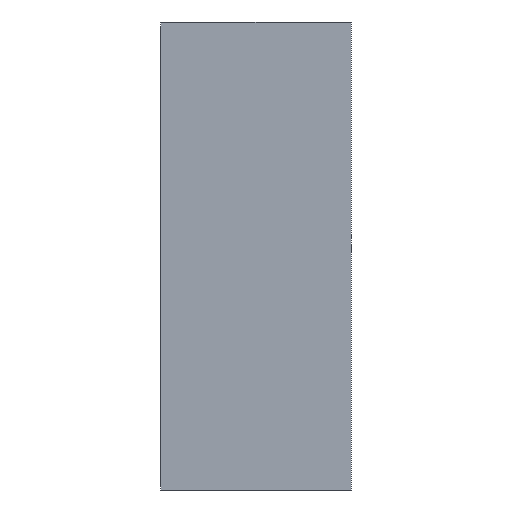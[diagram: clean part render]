
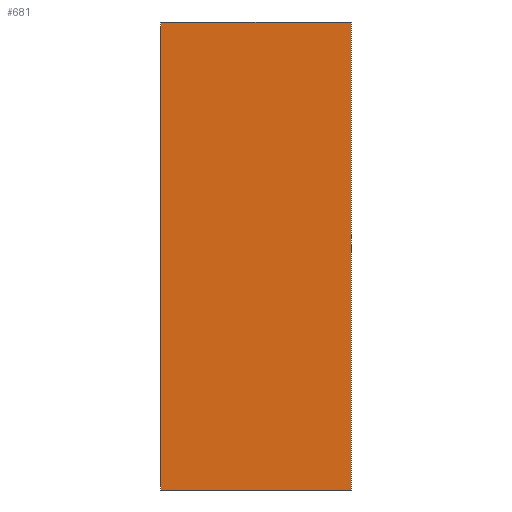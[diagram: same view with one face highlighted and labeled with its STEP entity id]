
A CAD part, left-side view. The second image highlights one B-rep face of the part: STEP entity #681.
In plain terms, the highlighted planar face has unit normal (-1, 0, 0).
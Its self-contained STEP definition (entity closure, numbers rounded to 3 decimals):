
#39=FACE_OUTER_BOUND('',#75,.T.);
#75=EDGE_LOOP('',(#523,#524,#525,#526));
#143=LINE('',#1034,#231);
#148=LINE('',#1043,#236);
#157=LINE('',#1058,#245);
#158=LINE('',#1060,#246);
#231=VECTOR('',#851,10.);
#236=VECTOR('',#858,10.);
#245=VECTOR('',#873,10.);
#246=VECTOR('',#876,10.);
#303=VERTEX_POINT('',#1032);
#304=VERTEX_POINT('',#1033);
#307=VERTEX_POINT('',#1042);
#310=VERTEX_POINT('',#1056);
#375=EDGE_CURVE('',#303,#304,#143,.T.);
#380=EDGE_CURVE('',#307,#304,#148,.T.);
#389=EDGE_CURVE('',#303,#310,#157,.T.);
#390=EDGE_CURVE('',#307,#310,#158,.T.);
#523=ORIENTED_EDGE('',*,*,#389,.T.);
#524=ORIENTED_EDGE('',*,*,#390,.F.);
#525=ORIENTED_EDGE('',*,*,#380,.T.);
#526=ORIENTED_EDGE('',*,*,#375,.F.);
#607=PLANE('',#741);
#681=ADVANCED_FACE('',(#39),#607,.T.);
#741=AXIS2_PLACEMENT_3D('',#1059,#874,#875);
#851=DIRECTION('',(0.,1.,0.));
#858=DIRECTION('',(0.,0.,-1.));
#873=DIRECTION('',(0.,0.,1.));
#874=DIRECTION('center_axis',(-1.,0.,0.));
#875=DIRECTION('ref_axis',(0.,-1.,0.));
#876=DIRECTION('',(0.,-1.,0.));
#1032=CARTESIAN_POINT('',(-0.014,-0.014,-1.586));
#1033=CARTESIAN_POINT('',(-0.014,0.636,-1.586));
#1034=CARTESIAN_POINT('',(-0.014,0.636,-1.586));
#1042=CARTESIAN_POINT('',(-0.014,0.636,0.014));
#1043=CARTESIAN_POINT('',(-0.014,0.636,0.));
#1056=CARTESIAN_POINT('',(-0.014,-0.014,0.014));
#1058=CARTESIAN_POINT('',(-0.014,-0.014,0.));
#1059=CARTESIAN_POINT('Origin',(-0.014,0.636,0.));
#1060=CARTESIAN_POINT('',(-0.014,0.636,0.014));
